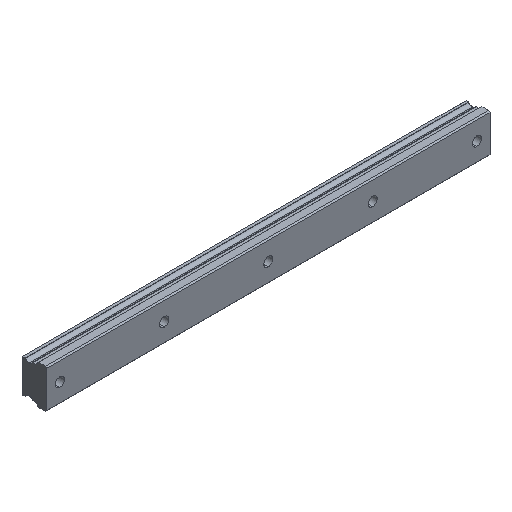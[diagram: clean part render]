
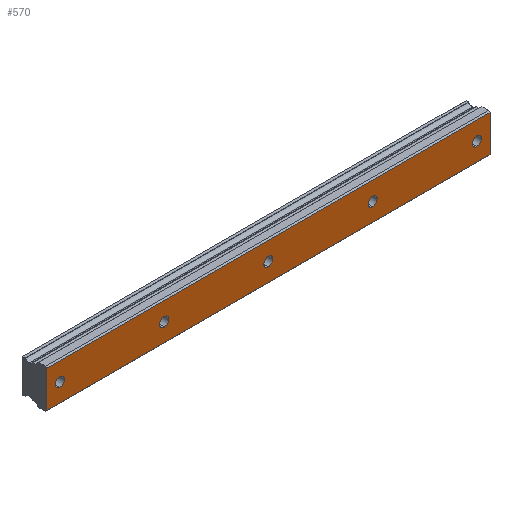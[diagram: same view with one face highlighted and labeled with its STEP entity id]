
A CAD part, isometric view. The second image highlights one B-rep face of the part: STEP entity #570.
In plain terms, the highlighted planar face has unit normal (0, -1, 0).
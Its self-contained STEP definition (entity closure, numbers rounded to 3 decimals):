
#15 = AXIS2_PLACEMENT_3D ( 'NONE', #918, #305, #734 ) ;
#32 = EDGE_CURVE ( 'NONE', #54, #301, #1342, .T. ) ;
#33 = CARTESIAN_POINT ( 'NONE',  ( 0., 0., 0. ) ) ;
#44 = AXIS2_PLACEMENT_3D ( 'NONE', #190, #1049, #684 ) ;
#54 = VERTEX_POINT ( 'NONE', #603 ) ;
#56 = FACE_BOUND ( 'NONE', #1198, .T. ) ;
#68 = DIRECTION ( 'NONE',  ( 0., 0., 1. ) ) ;
#77 = DIRECTION ( 'NONE',  ( 0., -1., 0. ) ) ;
#97 = DIRECTION ( 'NONE',  ( -1., 0., 0. ) ) ;
#114 = EDGE_CURVE ( 'NONE', #982, #54, #827, .T. ) ;
#120 = CARTESIAN_POINT ( 'NONE',  ( 160., 0., 0. ) ) ;
#138 = CIRCLE ( 'NONE', #935, 1.75 ) ;
#161 = CARTESIAN_POINT ( 'NONE',  ( 80., 0., 0. ) ) ;
#170 = VECTOR ( 'NONE', #1553, 1000. ) ;
#175 = CARTESIAN_POINT ( 'NONE',  ( 120., 0., 0. ) ) ;
#177 = CARTESIAN_POINT ( 'NONE',  ( -5., 0., -7. ) ) ;
#183 = VERTEX_POINT ( 'NONE', #744 ) ;
#190 = CARTESIAN_POINT ( 'NONE',  ( 40., 0., 0. ) ) ;
#218 = ORIENTED_EDGE ( 'NONE', *, *, #397, .F. ) ;
#225 = EDGE_LOOP ( 'NONE', ( #932, #1266, #218, #1165 ) ) ;
#255 = CARTESIAN_POINT ( 'NONE',  ( 80., 0., 0. ) ) ;
#281 = PLANE ( 'NONE',  #989 ) ;
#285 = ORIENTED_EDGE ( 'NONE', *, *, #1320, .F. ) ;
#290 = AXIS2_PLACEMENT_3D ( 'NONE', #790, #1056, #1416 ) ;
#297 = DIRECTION ( 'NONE',  ( 0., 0., 1. ) ) ;
#301 = VERTEX_POINT ( 'NONE', #177 ) ;
#305 = DIRECTION ( 'NONE',  ( 0., -1., 0. ) ) ;
#325 = ORIENTED_EDGE ( 'NONE', *, *, #747, .F. ) ;
#331 = VERTEX_POINT ( 'NONE', #580 ) ;
#332 = CARTESIAN_POINT ( 'NONE',  ( 40., 0., 0. ) ) ;
#347 = CIRCLE ( 'NONE', #477, 1.75 ) ;
#358 = ORIENTED_EDGE ( 'NONE', *, *, #364, .F. ) ;
#362 = CARTESIAN_POINT ( 'NONE',  ( 40., 0., -1.75 ) ) ;
#364 = EDGE_CURVE ( 'NONE', #528, #1309, #506, .T. ) ;
#370 = CIRCLE ( 'NONE', #1417, 1.75 ) ;
#374 = VERTEX_POINT ( 'NONE', #1172 ) ;
#385 = CARTESIAN_POINT ( 'NONE',  ( 80., 0., -1.75 ) ) ;
#397 = EDGE_CURVE ( 'NONE', #1509, #982, #631, .T. ) ;
#423 = DIRECTION ( 'NONE',  ( 0., -1., 0. ) ) ;
#477 = AXIS2_PLACEMENT_3D ( 'NONE', #120, #1106, #723 ) ;
#496 = DIRECTION ( 'NONE',  ( 0., 0., 1. ) ) ;
#506 = CIRCLE ( 'NONE', #44, 1.75 ) ;
#508 = AXIS2_PLACEMENT_3D ( 'NONE', #255, #1108, #496 ) ;
#513 = CARTESIAN_POINT ( 'NONE',  ( 165., 0., 7. ) ) ;
#516 = CARTESIAN_POINT ( 'NONE',  ( 165., 0., 7. ) ) ;
#528 = VERTEX_POINT ( 'NONE', #362 ) ;
#548 = DIRECTION ( 'NONE',  ( 0., -1., 0. ) ) ;
#570 = ADVANCED_FACE ( 'NONE', ( #765, #1006, #56, #1486, #1386, #791 ), #281, .F. ) ;
#574 = ORIENTED_EDGE ( 'NONE', *, *, #704, .F. ) ;
#580 = CARTESIAN_POINT ( 'NONE',  ( 120., 0., 1.75 ) ) ;
#587 = EDGE_LOOP ( 'NONE', ( #285, #574 ) ) ;
#603 = CARTESIAN_POINT ( 'NONE',  ( 165., 0., -7. ) ) ;
#610 = VERTEX_POINT ( 'NONE', #385 ) ;
#631 = LINE ( 'NONE', #516, #659 ) ;
#648 = VERTEX_POINT ( 'NONE', #781 ) ;
#650 = ORIENTED_EDGE ( 'NONE', *, *, #1440, .F. ) ;
#653 = DIRECTION ( 'NONE',  ( 0., -1., 0. ) ) ;
#659 = VECTOR ( 'NONE', #1354, 1000. ) ;
#684 = DIRECTION ( 'NONE',  ( 0., 0., 1. ) ) ;
#691 = EDGE_CURVE ( 'NONE', #374, #1373, #1343, .T. ) ;
#696 = ORIENTED_EDGE ( 'NONE', *, *, #1430, .F. ) ;
#704 = EDGE_CURVE ( 'NONE', #610, #183, #912, .T. ) ;
#708 = VECTOR ( 'NONE', #97, 1000. ) ;
#723 = DIRECTION ( 'NONE',  ( 0., 0., 1. ) ) ;
#734 = DIRECTION ( 'NONE',  ( 0., 0., 1. ) ) ;
#744 = CARTESIAN_POINT ( 'NONE',  ( 80., 0., 1.75 ) ) ;
#747 = EDGE_CURVE ( 'NONE', #1451, #331, #1422, .T. ) ;
#755 = DIRECTION ( 'NONE',  ( 0., 0., 1. ) ) ;
#764 = CARTESIAN_POINT ( 'NONE',  ( 40., 0., 1.75 ) ) ;
#765 = FACE_OUTER_BOUND ( 'NONE', #225, .T. ) ;
#781 = CARTESIAN_POINT ( 'NONE',  ( 0., 0., 1.75 ) ) ;
#790 = CARTESIAN_POINT ( 'NONE',  ( 120., 0., 0. ) ) ;
#791 = FACE_BOUND ( 'NONE', #1203, .T. ) ;
#805 = CARTESIAN_POINT ( 'NONE',  ( 160., 0., -1.75 ) ) ;
#815 = CARTESIAN_POINT ( 'NONE',  ( 120., 0., -1.75 ) ) ;
#820 = EDGE_CURVE ( 'NONE', #301, #1509, #1372, .T. ) ;
#827 = LINE ( 'NONE', #958, #170 ) ;
#876 = DIRECTION ( 'NONE',  ( 0., 0., 1. ) ) ;
#912 = CIRCLE ( 'NONE', #508, 1.75 ) ;
#918 = CARTESIAN_POINT ( 'NONE',  ( 160., 0., 0. ) ) ;
#926 = CARTESIAN_POINT ( 'NONE',  ( 165., 0., 7. ) ) ;
#931 = CARTESIAN_POINT ( 'NONE',  ( 0., 0., 0. ) ) ;
#932 = ORIENTED_EDGE ( 'NONE', *, *, #32, .F. ) ;
#935 = AXIS2_PLACEMENT_3D ( 'NONE', #332, #77, #297 ) ;
#942 = DIRECTION ( 'NONE',  ( 0., -1., 0. ) ) ;
#958 = CARTESIAN_POINT ( 'NONE',  ( 165., 0., 7. ) ) ;
#982 = VERTEX_POINT ( 'NONE', #926 ) ;
#989 = AXIS2_PLACEMENT_3D ( 'NONE', #513, #1117, #755 ) ;
#1006 = FACE_BOUND ( 'NONE', #1021, .T. ) ;
#1013 = CIRCLE ( 'NONE', #1138, 1.75 ) ;
#1021 = EDGE_LOOP ( 'NONE', ( #650, #1429 ) ) ;
#1034 = CARTESIAN_POINT ( 'NONE',  ( -5., 0., 7. ) ) ;
#1037 = EDGE_CURVE ( 'NONE', #1373, #374, #347, .T. ) ;
#1049 = DIRECTION ( 'NONE',  ( 0., -1., 0. ) ) ;
#1056 = DIRECTION ( 'NONE',  ( 0., -1., 0. ) ) ;
#1071 = ORIENTED_EDGE ( 'NONE', *, *, #691, .F. ) ;
#1075 = EDGE_LOOP ( 'NONE', ( #1080, #325 ) ) ;
#1080 = ORIENTED_EDGE ( 'NONE', *, *, #1449, .F. ) ;
#1106 = DIRECTION ( 'NONE',  ( 0., -1., 0. ) ) ;
#1108 = DIRECTION ( 'NONE',  ( 0., -1., 0. ) ) ;
#1117 = DIRECTION ( 'NONE',  ( 0., 1., 0. ) ) ;
#1138 = AXIS2_PLACEMENT_3D ( 'NONE', #33, #548, #1471 ) ;
#1139 = DIRECTION ( 'NONE',  ( 0., 0., 1. ) ) ;
#1144 = VECTOR ( 'NONE', #876, 1000. ) ;
#1165 = ORIENTED_EDGE ( 'NONE', *, *, #820, .F. ) ;
#1172 = CARTESIAN_POINT ( 'NONE',  ( 160., 0., 1.75 ) ) ;
#1198 = EDGE_LOOP ( 'NONE', ( #1071, #1405 ) ) ;
#1203 = EDGE_LOOP ( 'NONE', ( #696, #358 ) ) ;
#1213 = CARTESIAN_POINT ( 'NONE',  ( 165., 0., -7. ) ) ;
#1214 = EDGE_CURVE ( 'NONE', #1256, #648, #1013, .T. ) ;
#1256 = VERTEX_POINT ( 'NONE', #1359 ) ;
#1266 = ORIENTED_EDGE ( 'NONE', *, *, #114, .F. ) ;
#1309 = VERTEX_POINT ( 'NONE', #764 ) ;
#1320 = EDGE_CURVE ( 'NONE', #183, #610, #1363, .T. ) ;
#1342 = LINE ( 'NONE', #1213, #708 ) ;
#1343 = CIRCLE ( 'NONE', #15, 1.75 ) ;
#1354 = DIRECTION ( 'NONE',  ( 1., 0., 0. ) ) ;
#1359 = CARTESIAN_POINT ( 'NONE',  ( 0., 0., -1.75 ) ) ;
#1363 = CIRCLE ( 'NONE', #1494, 1.75 ) ;
#1364 = CIRCLE ( 'NONE', #290, 1.75 ) ;
#1372 = LINE ( 'NONE', #1034, #1144 ) ;
#1373 = VERTEX_POINT ( 'NONE', #805 ) ;
#1386 = FACE_BOUND ( 'NONE', #587, .T. ) ;
#1395 = AXIS2_PLACEMENT_3D ( 'NONE', #175, #423, #1508 ) ;
#1405 = ORIENTED_EDGE ( 'NONE', *, *, #1037, .F. ) ;
#1416 = DIRECTION ( 'NONE',  ( 0., 0., 1. ) ) ;
#1417 = AXIS2_PLACEMENT_3D ( 'NONE', #931, #942, #68 ) ;
#1422 = CIRCLE ( 'NONE', #1395, 1.75 ) ;
#1429 = ORIENTED_EDGE ( 'NONE', *, *, #1214, .F. ) ;
#1430 = EDGE_CURVE ( 'NONE', #1309, #528, #138, .T. ) ;
#1440 = EDGE_CURVE ( 'NONE', #648, #1256, #370, .T. ) ;
#1449 = EDGE_CURVE ( 'NONE', #331, #1451, #1364, .T. ) ;
#1451 = VERTEX_POINT ( 'NONE', #815 ) ;
#1471 = DIRECTION ( 'NONE',  ( 0., 0., 1. ) ) ;
#1475 = CARTESIAN_POINT ( 'NONE',  ( -5., 0., 7. ) ) ;
#1486 = FACE_BOUND ( 'NONE', #1075, .T. ) ;
#1494 = AXIS2_PLACEMENT_3D ( 'NONE', #161, #653, #1139 ) ;
#1508 = DIRECTION ( 'NONE',  ( 0., 0., 1. ) ) ;
#1509 = VERTEX_POINT ( 'NONE', #1475 ) ;
#1553 = DIRECTION ( 'NONE',  ( 0., 0., -1. ) ) ;
